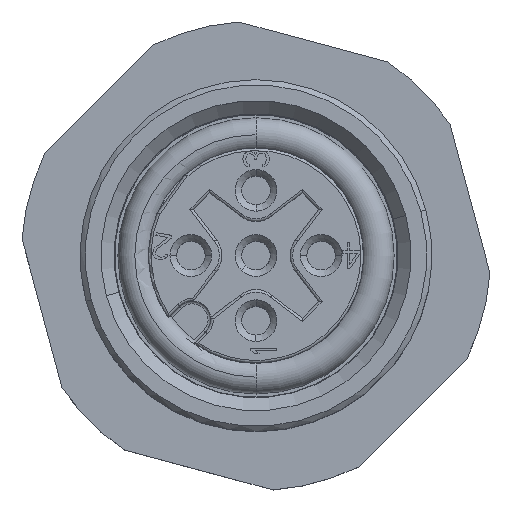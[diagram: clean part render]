
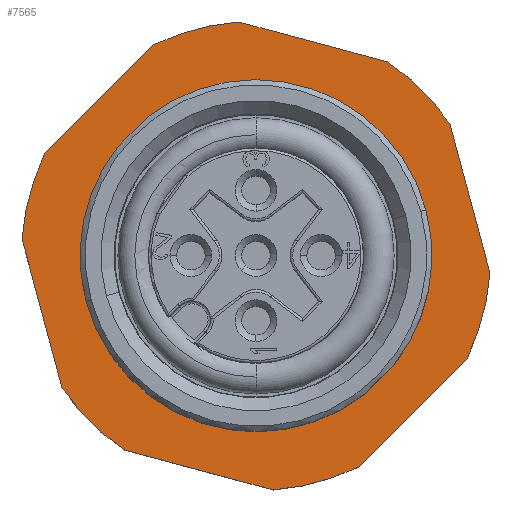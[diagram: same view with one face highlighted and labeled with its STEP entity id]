
A CAD part, top view. The second image highlights one B-rep face of the part: STEP entity #7565.
In plain terms, the highlighted planar face has unit normal (0, 0, 1).
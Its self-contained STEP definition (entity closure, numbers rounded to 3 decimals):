
#1866=DIRECTION('',(0.259,-0.966,0.));
#1867=VECTOR('',#1866,5.916);
#1868=CARTESIAN_POINT('',(7.445,5.057,5.45));
#1869=LINE('',#1868,#1867);
#1873=CARTESIAN_POINT('',(0.,0.,5.45));
#1874=DIRECTION('',(0.,0.,-1.));
#1875=DIRECTION('',(0.997,-0.073,0.));
#1876=AXIS2_PLACEMENT_3D('',#1873,#1874,#1875);
#1881=DIRECTION('',(-0.707,-0.707,0.));
#1882=VECTOR('',#1881,5.916);
#1883=CARTESIAN_POINT('',(8.102,-3.919,5.45));
#1884=LINE('',#1883,#1882);
#1888=CARTESIAN_POINT('',(0.,0.,5.45));
#1889=DIRECTION('',(0.,0.,-1.));
#1890=DIRECTION('',(0.435,-0.9,0.));
#1891=AXIS2_PLACEMENT_3D('',#1888,#1889,#1890);
#1896=DIRECTION('',(-0.966,0.259,0.));
#1897=VECTOR('',#1896,5.916);
#1898=CARTESIAN_POINT('',(0.657,-8.976,5.45));
#1899=LINE('',#1898,#1897);
#1903=CARTESIAN_POINT('',(0.,0.,5.45));
#1904=DIRECTION('',(0.,0.,-1.));
#1905=DIRECTION('',(-0.562,-0.827,0.));
#1906=AXIS2_PLACEMENT_3D('',#1903,#1904,#1905);
#1911=DIRECTION('',(-0.259,0.966,0.));
#1912=VECTOR('',#1911,5.916);
#1913=CARTESIAN_POINT('',(-7.445,-5.057,5.45));
#1914=LINE('',#1913,#1912);
#1918=CARTESIAN_POINT('',(0.,0.,5.45));
#1919=DIRECTION('',(0.,0.,-1.));
#1920=DIRECTION('',(-0.997,0.073,0.));
#1921=AXIS2_PLACEMENT_3D('',#1918,#1919,#1920);
#1926=DIRECTION('',(0.707,0.707,0.));
#1927=VECTOR('',#1926,5.916);
#1928=CARTESIAN_POINT('',(-8.102,3.919,5.45));
#1929=LINE('',#1928,#1927);
#1933=CARTESIAN_POINT('',(0.,0.,5.45));
#1934=DIRECTION('',(0.,0.,-1.));
#1935=DIRECTION('',(-0.435,0.9,0.));
#1936=AXIS2_PLACEMENT_3D('',#1933,#1934,#1935);
#1941=DIRECTION('',(0.966,-0.259,0.));
#1942=VECTOR('',#1941,5.916);
#1943=CARTESIAN_POINT('',(-0.657,8.976,5.45));
#1944=LINE('',#1943,#1942);
#1948=CARTESIAN_POINT('',(0.,0.,5.45));
#1949=DIRECTION('',(0.,0.,-1.));
#1950=DIRECTION('',(0.562,0.827,0.));
#1951=AXIS2_PLACEMENT_3D('',#1948,#1949,#1950);
#1956=CARTESIAN_POINT('',(0.,0.,5.45));
#1957=DIRECTION('',(0.,0.,1.));
#1958=DIRECTION('',(0.788,-0.616,0.));
#1959=AXIS2_PLACEMENT_3D('',#1956,#1957,#1958);
#1964=CARTESIAN_POINT('',(0.,0.,5.45));
#1965=DIRECTION('',(0.,0.,1.));
#1966=DIRECTION('',(0.966,0.259,0.));
#1967=AXIS2_PLACEMENT_3D('',#1964,#1965,#1966);
#1972=DIRECTION('',(-0.707,-0.707,0.));
#1973=VECTOR('',#1972,1.64);
#1974=CARTESIAN_POINT('',(-4.158,5.317,5.45));
#1975=LINE('',#1974,#1973);
#1979=CARTESIAN_POINT('',(0.,0.,5.45));
#1980=DIRECTION('',(0.,0.,1.));
#1981=DIRECTION('',(-0.788,0.616,0.));
#1982=AXIS2_PLACEMENT_3D('',#1979,#1980,#1981);
#1987=CARTESIAN_POINT('',(0.,0.,5.45));
#1988=DIRECTION('',(0.,0.,1.));
#1989=DIRECTION('',(-0.966,-0.259,0.));
#1990=AXIS2_PLACEMENT_3D('',#1987,#1988,#1989);
#1995=DIRECTION('',(0.707,0.707,0.));
#1996=VECTOR('',#1995,1.64);
#1997=CARTESIAN_POINT('',(4.158,-5.317,5.45));
#1998=LINE('',#1997,#1996);
#5803=CARTESIAN_POINT('',(-5.317,4.158,5.45));
#5804=VERTEX_POINT('',#5803);
#5805=CARTESIAN_POINT('',(-4.158,5.317,5.45));
#5806=VERTEX_POINT('',#5805);
#5807=CARTESIAN_POINT('',(-6.52,-1.747,5.45));
#5808=CARTESIAN_POINT('',(4.158,-5.318,5.45));
#5809=VERTEX_POINT('',#5807);
#5810=VERTEX_POINT('',#5808);
#5813=CARTESIAN_POINT('',(7.445,5.057,5.45));
#5814=CARTESIAN_POINT('',(8.976,-0.657,5.45));
#5815=VERTEX_POINT('',#5813);
#5816=VERTEX_POINT('',#5814);
#5817=CARTESIAN_POINT('',(8.102,-3.919,5.45));
#5818=VERTEX_POINT('',#5817);
#5819=CARTESIAN_POINT('',(3.919,-8.102,5.45));
#5820=VERTEX_POINT('',#5819);
#5821=CARTESIAN_POINT('',(0.657,-8.976,5.45));
#5822=VERTEX_POINT('',#5821);
#5823=CARTESIAN_POINT('',(-5.057,-7.445,5.45));
#5824=VERTEX_POINT('',#5823);
#5825=CARTESIAN_POINT('',(-7.445,-5.057,5.45));
#5826=VERTEX_POINT('',#5825);
#5827=CARTESIAN_POINT('',(-8.976,0.657,5.45));
#5828=VERTEX_POINT('',#5827);
#5829=CARTESIAN_POINT('',(-8.102,3.919,5.45));
#5830=VERTEX_POINT('',#5829);
#5831=CARTESIAN_POINT('',(-3.919,8.102,5.45));
#5832=VERTEX_POINT('',#5831);
#5833=CARTESIAN_POINT('',(-0.657,8.976,5.45));
#5834=VERTEX_POINT('',#5833);
#5835=CARTESIAN_POINT('',(5.057,7.445,5.45));
#5836=VERTEX_POINT('',#5835);
#5837=CARTESIAN_POINT('',(6.52,1.747,5.45));
#5838=VERTEX_POINT('',#5837);
#5839=CARTESIAN_POINT('',(5.317,-4.158,5.45));
#5840=VERTEX_POINT('',#5839);
#7523=CARTESIAN_POINT('',(0.,0.,5.45));
#7524=DIRECTION('',(0.,0.,-1.));
#7525=DIRECTION('',(-0.966,-0.259,0.));
#7526=AXIS2_PLACEMENT_3D('',#7523,#7524,#7525);
#7527=PLANE('',#7526);
#7529=ORIENTED_EDGE('',*,*,#7528,.T.);
#7531=ORIENTED_EDGE('',*,*,#7530,.T.);
#7533=ORIENTED_EDGE('',*,*,#7532,.T.);
#7535=ORIENTED_EDGE('',*,*,#7534,.T.);
#7537=ORIENTED_EDGE('',*,*,#7536,.T.);
#7539=ORIENTED_EDGE('',*,*,#7538,.T.);
#7541=ORIENTED_EDGE('',*,*,#7540,.T.);
#7543=ORIENTED_EDGE('',*,*,#7542,.T.);
#7545=ORIENTED_EDGE('',*,*,#7544,.T.);
#7547=ORIENTED_EDGE('',*,*,#7546,.T.);
#7549=ORIENTED_EDGE('',*,*,#7548,.T.);
#7551=ORIENTED_EDGE('',*,*,#7550,.T.);
#7552=EDGE_LOOP('',(#7529,#7531,#7533,#7535,#7537,#7539,#7541,#7543,#7545,#7547,
#7549,#7551));
#7553=FACE_OUTER_BOUND('',#7552,.F.);
#7555=ORIENTED_EDGE('',*,*,#7554,.T.);
#7557=ORIENTED_EDGE('',*,*,#7556,.T.);
#7558=ORIENTED_EDGE('',*,*,#7497,.T.);
#7559=ORIENTED_EDGE('',*,*,#7512,.T.);
#7560=ORIENTED_EDGE('',*,*,#7510,.T.);
#7562=ORIENTED_EDGE('',*,*,#7561,.T.);
#7563=EDGE_LOOP('',(#7555,#7557,#7558,#7559,#7560,#7562));
#7564=FACE_BOUND('',#7563,.F.);
#7565=ADVANCED_FACE('',(#7553,#7564),#7527,.F.);
#1877=CIRCLE('',#1876,9.);
#1892=CIRCLE('',#1891,9.);
#1907=CIRCLE('',#1906,9.);
#1922=CIRCLE('',#1921,9.);
#1937=CIRCLE('',#1936,9.);
#1952=CIRCLE('',#1951,9.);
#1960=CIRCLE('',#1959,6.75);
#1968=CIRCLE('',#1967,6.75);
#1983=CIRCLE('',#1982,6.75);
#1991=CIRCLE('',#1990,6.75);
#7497=EDGE_CURVE('',#5806,#5804,#1975,.T.);
#7510=EDGE_CURVE('',#5809,#5810,#1991,.T.);
#7512=EDGE_CURVE('',#5804,#5809,#1983,.T.);
#7528=EDGE_CURVE('',#5815,#5816,#1869,.T.);
#7530=EDGE_CURVE('',#5816,#5818,#1877,.T.);
#7532=EDGE_CURVE('',#5818,#5820,#1884,.T.);
#7534=EDGE_CURVE('',#5820,#5822,#1892,.T.);
#7536=EDGE_CURVE('',#5822,#5824,#1899,.T.);
#7538=EDGE_CURVE('',#5824,#5826,#1907,.T.);
#7540=EDGE_CURVE('',#5826,#5828,#1914,.T.);
#7542=EDGE_CURVE('',#5828,#5830,#1922,.T.);
#7544=EDGE_CURVE('',#5830,#5832,#1929,.T.);
#7546=EDGE_CURVE('',#5832,#5834,#1937,.T.);
#7548=EDGE_CURVE('',#5834,#5836,#1944,.T.);
#7550=EDGE_CURVE('',#5836,#5815,#1952,.T.);
#7554=EDGE_CURVE('',#5840,#5838,#1960,.T.);
#7556=EDGE_CURVE('',#5838,#5806,#1968,.T.);
#7561=EDGE_CURVE('',#5810,#5840,#1998,.T.);
